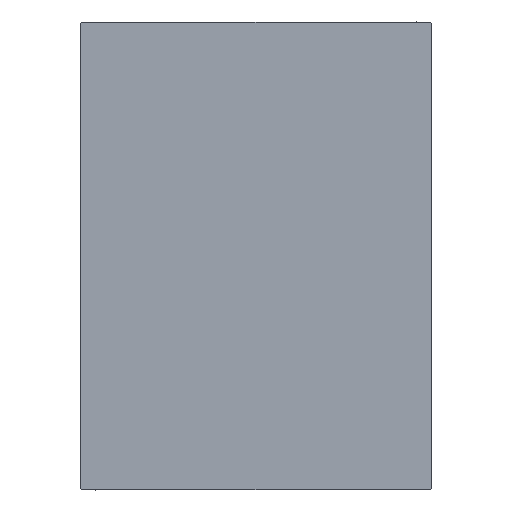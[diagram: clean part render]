
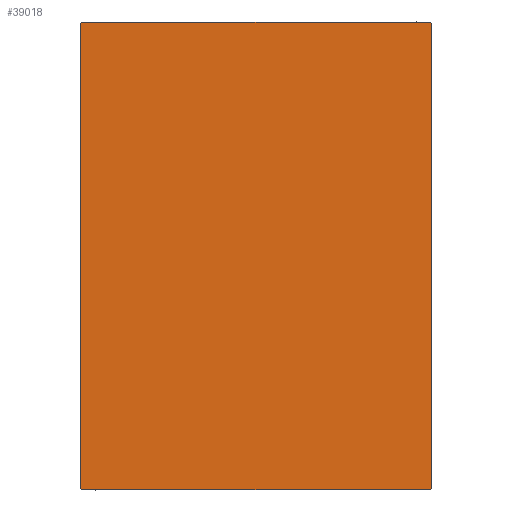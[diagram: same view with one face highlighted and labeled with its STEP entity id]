
A CAD part, left-side view. The second image highlights one B-rep face of the part: STEP entity #39018.
In plain terms, the highlighted face is planar.
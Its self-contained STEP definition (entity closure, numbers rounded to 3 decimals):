
#1281 = VERTEX_POINT ( 'NONE', #22574 ) ;
#2864 = VECTOR ( 'NONE', #5589, 1000. ) ;
#4120 = CARTESIAN_POINT ( 'NONE',  ( 123., 37.2, -50. ) ) ;
#4316 = ORIENTED_EDGE ( 'NONE', *, *, #20582, .T. ) ;
#4871 = CARTESIAN_POINT ( 'NONE',  ( 123., -37.2, -50. ) ) ;
#4984 = EDGE_CURVE ( 'NONE', #1281, #39908, #32780, .T. ) ;
#5589 = DIRECTION ( 'NONE',  ( 0., 0.707, 0.707 ) ) ;
#7615 = ORIENTED_EDGE ( 'NONE', *, *, #12206, .T. ) ;
#8347 = LINE ( 'NONE', #31099, #20314 ) ;
#8380 = CARTESIAN_POINT ( 'NONE',  ( 123., 37.2, 50. ) ) ;
#8982 = VERTEX_POINT ( 'NONE', #4871 ) ;
#10023 = VECTOR ( 'NONE', #23133, 1000. ) ;
#10523 = EDGE_CURVE ( 'NONE', #38235, #1281, #8347, .T. ) ;
#11038 = EDGE_LOOP ( 'NONE', ( #40430, #33134, #4316, #31139, #30084, #23442, #7615, #16731 ) ) ;
#11968 = AXIS2_PLACEMENT_3D ( 'NONE', #33725, #15663, #28994 ) ;
#12206 = EDGE_CURVE ( 'NONE', #39908, #36124, #18481, .T. ) ;
#12678 = DIRECTION ( 'NONE',  ( 0., -0.707, -0.707 ) ) ;
#13128 = CARTESIAN_POINT ( 'NONE',  ( 123., -37.5, 49.7 ) ) ;
#13583 = EDGE_CURVE ( 'NONE', #14347, #38235, #21463, .T. ) ;
#13827 = EDGE_CURVE ( 'NONE', #31386, #19685, #40876, .T. ) ;
#14347 = VERTEX_POINT ( 'NONE', #16256 ) ;
#15663 = DIRECTION ( 'NONE',  ( 1., 0., 0. ) ) ;
#16256 = CARTESIAN_POINT ( 'NONE',  ( 123., 37.5, 49.7 ) ) ;
#16384 = CARTESIAN_POINT ( 'NONE',  ( 123., -43.6, 43.6 ) ) ;
#16564 = CARTESIAN_POINT ( 'NONE',  ( 123., -43.6, -43.6 ) ) ;
#16731 = ORIENTED_EDGE ( 'NONE', *, *, #17781, .T. ) ;
#17781 = EDGE_CURVE ( 'NONE', #36124, #8982, #30104, .T. ) ;
#17888 = DIRECTION ( 'NONE',  ( 0., 1., 0. ) ) ;
#18099 = CARTESIAN_POINT ( 'NONE',  ( 123., -37.5, -50. ) ) ;
#18169 = DIRECTION ( 'NONE',  ( 0., -0.707, 0.707 ) ) ;
#18233 = EDGE_CURVE ( 'NONE', #8982, #31386, #21608, .T. ) ;
#18481 = LINE ( 'NONE', #21133, #20381 ) ;
#19158 = CARTESIAN_POINT ( 'NONE',  ( 123., 43.6, -43.6 ) ) ;
#19685 = VERTEX_POINT ( 'NONE', #26977 ) ;
#20314 = VECTOR ( 'NONE', #24557, 1000. ) ;
#20381 = VECTOR ( 'NONE', #28107, 1000. ) ;
#20582 = EDGE_CURVE ( 'NONE', #19685, #14347, #30527, .T. ) ;
#20707 = CARTESIAN_POINT ( 'NONE',  ( 123., 37.5, -50. ) ) ;
#21133 = CARTESIAN_POINT ( 'NONE',  ( 123., -37.5, 50. ) ) ;
#21463 = LINE ( 'NONE', #31075, #23096 ) ;
#21608 = LINE ( 'NONE', #18099, #29565 ) ;
#22574 = CARTESIAN_POINT ( 'NONE',  ( 123., -37.2, 50. ) ) ;
#23096 = VECTOR ( 'NONE', #18169, 1000. ) ;
#23133 = DIRECTION ( 'NONE',  ( 0., 0.707, -0.707 ) ) ;
#23442 = ORIENTED_EDGE ( 'NONE', *, *, #4984, .T. ) ;
#24557 = DIRECTION ( 'NONE',  ( 0., -1., 0. ) ) ;
#26977 = CARTESIAN_POINT ( 'NONE',  ( 123., 37.5, -49.7 ) ) ;
#28107 = DIRECTION ( 'NONE',  ( 0., 0., -1. ) ) ;
#28413 = VECTOR ( 'NONE', #34047, 1000. ) ;
#28555 = VECTOR ( 'NONE', #12678, 1000. ) ;
#28994 = DIRECTION ( 'NONE',  ( 0., 0., -1. ) ) ;
#29565 = VECTOR ( 'NONE', #17888, 1000. ) ;
#29990 = FACE_OUTER_BOUND ( 'NONE', #11038, .T. ) ;
#30084 = ORIENTED_EDGE ( 'NONE', *, *, #10523, .T. ) ;
#30104 = LINE ( 'NONE', #16564, #10023 ) ;
#30212 = PLANE ( 'NONE',  #11968 ) ;
#30527 = LINE ( 'NONE', #20707, #28413 ) ;
#31075 = CARTESIAN_POINT ( 'NONE',  ( 123., 43.6, 43.6 ) ) ;
#31099 = CARTESIAN_POINT ( 'NONE',  ( 123., 37.5, 50. ) ) ;
#31139 = ORIENTED_EDGE ( 'NONE', *, *, #13583, .T. ) ;
#31386 = VERTEX_POINT ( 'NONE', #4120 ) ;
#32456 = CARTESIAN_POINT ( 'NONE',  ( 123., -37.5, -49.7 ) ) ;
#32780 = LINE ( 'NONE', #16384, #28555 ) ;
#33134 = ORIENTED_EDGE ( 'NONE', *, *, #13827, .T. ) ;
#33725 = CARTESIAN_POINT ( 'NONE',  ( 123., 0., 0. ) ) ;
#34047 = DIRECTION ( 'NONE',  ( 0., 0., 1. ) ) ;
#36124 = VERTEX_POINT ( 'NONE', #32456 ) ;
#38235 = VERTEX_POINT ( 'NONE', #8380 ) ;
#39018 = ADVANCED_FACE ( 'NONE', ( #29990 ), #30212, .T. ) ;
#39908 = VERTEX_POINT ( 'NONE', #13128 ) ;
#40430 = ORIENTED_EDGE ( 'NONE', *, *, #18233, .T. ) ;
#40876 = LINE ( 'NONE', #19158, #2864 ) ;
